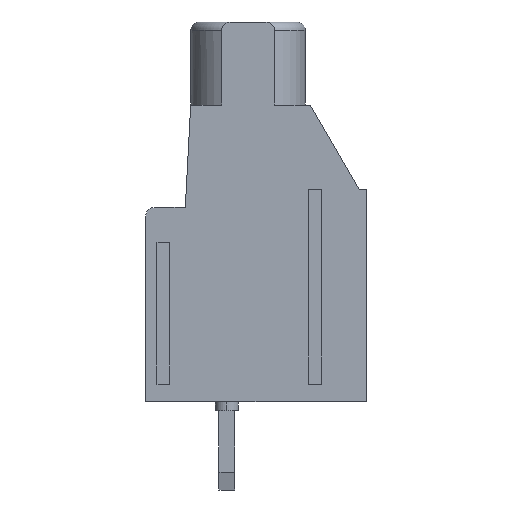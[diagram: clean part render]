
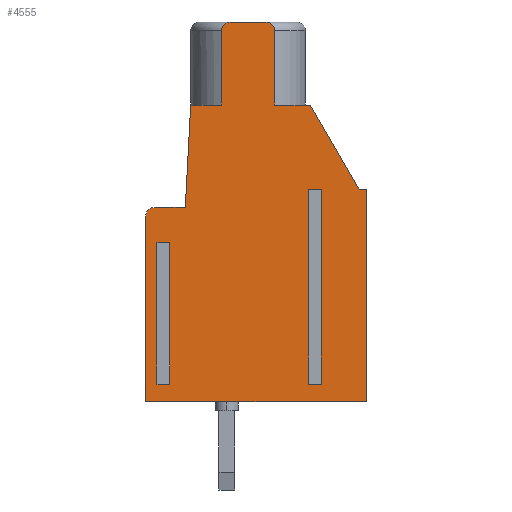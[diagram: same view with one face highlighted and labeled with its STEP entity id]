
A CAD part, left-side view. The second image highlights one B-rep face of the part: STEP entity #4555.
In plain terms, the highlighted planar face has unit normal (-1, 0, 0).
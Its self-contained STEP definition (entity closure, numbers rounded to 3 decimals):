
#2839=CARTESIAN_POINT('',(-9.525,-0.2,21.5));
#2840=VERTEX_POINT('',#2839);
#2847=CARTESIAN_POINT('',(-9.525,-2.2,21.5));
#2848=VERTEX_POINT('',#2847);
#2849=CARTESIAN_POINT('',(-9.525,-0.2,21.5));
#2850=DIRECTION('',(0.0,-1.0,0.0));
#2851=VECTOR('',#2850,2.0);
#2852=LINE('',#2849,#2851);
#2853=EDGE_CURVE('',#2840,#2848,#2852,.T.);
#3072=CARTESIAN_POINT('',(-9.525,-2.7,16.8));
#3073=VERTEX_POINT('',#3072);
#3080=CARTESIAN_POINT('',(-9.525,-4.729,16.8));
#3081=VERTEX_POINT('',#3080);
#3082=CARTESIAN_POINT('',(-9.525,-2.7,16.8));
#3083=DIRECTION('',(0.0,-1.0,0.0));
#3084=VECTOR('',#3083,2.029);
#3085=LINE('',#3082,#3084);
#3086=EDGE_CURVE('',#3073,#3081,#3085,.T.);
#3221=CARTESIAN_POINT('',(-9.525,-2.7,21.));
#3222=VERTEX_POINT('',#3221);
#3223=CARTESIAN_POINT('',(-9.525,-2.7,16.8));
#3224=DIRECTION('',(0.0,0.0,1.0));
#3225=VECTOR('',#3224,4.2);
#3226=LINE('',#3223,#3225);
#3227=EDGE_CURVE('',#3073,#3222,#3226,.T.);
#3777=CARTESIAN_POINT('',(-9.525,2.354,11.));
#3778=VERTEX_POINT('',#3777);
#3785=CARTESIAN_POINT('',(-9.525,2.05,16.8));
#3786=VERTEX_POINT('',#3785);
#3787=CARTESIAN_POINT('',(-9.525,2.05,16.8));
#3788=DIRECTION('',(0.0,0.052,-0.999));
#3789=VECTOR('',#3788,5.808);
#3790=LINE('',#3787,#3789);
#3791=EDGE_CURVE('',#3786,#3778,#3790,.T.);
#3823=CARTESIAN_POINT('',(-9.525,4.1,11.));
#3824=VERTEX_POINT('',#3823);
#3831=CARTESIAN_POINT('',(-9.525,2.354,11.));
#3832=DIRECTION('',(0.0,1.0,0.0));
#3833=VECTOR('',#3832,1.746);
#3834=LINE('',#3831,#3833);
#3835=EDGE_CURVE('',#3778,#3824,#3834,.T.);
#3889=CARTESIAN_POINT('',(-9.525,0.3,16.8));
#3890=VERTEX_POINT('',#3889);
#3891=CARTESIAN_POINT('',(-9.525,2.05,16.8));
#3892=DIRECTION('',(0.0,-1.0,0.0));
#3893=VECTOR('',#3892,1.75);
#3894=LINE('',#3891,#3893);
#3895=EDGE_CURVE('',#3786,#3890,#3894,.T.);
#3913=CARTESIAN_POINT('',(-9.525,0.3,21.));
#3914=VERTEX_POINT('',#3913);
#3915=CARTESIAN_POINT('',(-9.525,0.3,21.));
#3916=DIRECTION('',(0.0,0.0,-1.0));
#3917=VECTOR('',#3916,4.2);
#3918=LINE('',#3915,#3917);
#3919=EDGE_CURVE('',#3914,#3890,#3918,.T.);
#3937=CARTESIAN_POINT('',(-9.525,4.6,10.5));
#3938=VERTEX_POINT('',#3937);
#3945=CARTESIAN_POINT('',(-9.525,4.1,10.5));
#3946=DIRECTION('',(-1.0,0.0,0.0));
#3947=DIRECTION('',(0.0,-1.0,0.0));
#3948=AXIS2_PLACEMENT_3D('',#3945,#3946,#3947);
#3949=CIRCLE('',#3948,0.5);
#3950=EDGE_CURVE('',#3824,#3938,#3949,.T.);
#3962=CARTESIAN_POINT('',(-9.525,4.6,0.0));
#3963=VERTEX_POINT('',#3962);
#3970=CARTESIAN_POINT('',(-9.525,4.6,0.0));
#3971=DIRECTION('',(0.0,0.0,1.0));
#3972=VECTOR('',#3971,10.5);
#3973=LINE('',#3970,#3972);
#3974=EDGE_CURVE('',#3963,#3938,#3973,.T.);
#4248=CARTESIAN_POINT('',(-9.525,-7.9,0.0));
#4249=VERTEX_POINT('',#4248);
#4250=CARTESIAN_POINT('',(-9.525,4.6,0.0));
#4251=DIRECTION('',(0.0,-1.0,0.0));
#4252=VECTOR('',#4251,12.5);
#4253=LINE('',#4250,#4252);
#4254=EDGE_CURVE('',#3963,#4249,#4253,.T.);
#4434=CARTESIAN_POINT('',(-9.525,-44.152,-29.667));
#4435=DIRECTION('',(1.0,0.0,0.0));
#4436=DIRECTION('',(0.0,1.0,0.0));
#4437=AXIS2_PLACEMENT_3D('',#4434,#4435,#4436);
#4438=PLANE('',#4437);
#4439=ORIENTED_EDGE('',*,*,#4254,.T.);
#4440=CARTESIAN_POINT('',(-9.525,-7.9,12.));
#4441=VERTEX_POINT('',#4440);
#4442=CARTESIAN_POINT('',(-9.525,-7.9,12.));
#4443=DIRECTION('',(0.0,0.0,-1.0));
#4444=VECTOR('',#4443,12.);
#4445=LINE('',#4442,#4444);
#4446=EDGE_CURVE('',#4441,#4249,#4445,.T.);
#4447=ORIENTED_EDGE('',*,*,#4446,.F.);
#4448=CARTESIAN_POINT('',(-9.525,-7.5,12.));
#4449=VERTEX_POINT('',#4448);
#4450=CARTESIAN_POINT('',(-9.525,-7.5,12.));
#4451=DIRECTION('',(0.0,-1.0,0.0));
#4452=VECTOR('',#4451,0.4);
#4453=LINE('',#4450,#4452);
#4454=EDGE_CURVE('',#4449,#4441,#4453,.T.);
#4455=ORIENTED_EDGE('',*,*,#4454,.F.);
#4456=CARTESIAN_POINT('',(-9.525,-4.729,16.8));
#4457=DIRECTION('',(0.0,-0.5,-0.866));
#4458=VECTOR('',#4457,5.543);
#4459=LINE('',#4456,#4458);
#4460=EDGE_CURVE('',#3081,#4449,#4459,.T.);
#4461=ORIENTED_EDGE('',*,*,#4460,.F.);
#4462=ORIENTED_EDGE('',*,*,#3086,.F.);
#4463=ORIENTED_EDGE('',*,*,#3227,.T.);
#4464=CARTESIAN_POINT('',(-9.525,-2.2,21.));
#4465=DIRECTION('',(-1.0,0.0,0.0));
#4466=DIRECTION('',(0.0,-1.0,0.0));
#4467=AXIS2_PLACEMENT_3D('',#4464,#4465,#4466);
#4468=CIRCLE('',#4467,0.5);
#4469=EDGE_CURVE('',#3222,#2848,#4468,.T.);
#4470=ORIENTED_EDGE('',*,*,#4469,.T.);
#4471=ORIENTED_EDGE('',*,*,#2853,.F.);
#4472=CARTESIAN_POINT('',(-9.525,-0.2,21.));
#4473=DIRECTION('',(1.0,0.0,0.0));
#4474=DIRECTION('',(0.0,1.0,0.0));
#4475=AXIS2_PLACEMENT_3D('',#4472,#4473,#4474);
#4476=CIRCLE('',#4475,0.5);
#4477=EDGE_CURVE('',#3914,#2840,#4476,.T.);
#4478=ORIENTED_EDGE('',*,*,#4477,.F.);
#4479=ORIENTED_EDGE('',*,*,#3919,.T.);
#4480=ORIENTED_EDGE('',*,*,#3895,.F.);
#4481=ORIENTED_EDGE('',*,*,#3791,.T.);
#4482=ORIENTED_EDGE('',*,*,#3835,.T.);
#4483=ORIENTED_EDGE('',*,*,#3950,.T.);
#4484=ORIENTED_EDGE('',*,*,#3974,.F.);
#4485=EDGE_LOOP('',(#4439,#4447,#4455,#4461,#4462,#4463,#4470,#4471,#4478,#4479,#4480,#4481,#4482,#4483,#4484));
#4486=FACE_OUTER_BOUND('',#4485,.T.);
#4487=CARTESIAN_POINT('',(-9.525,-4.793,12.));
#4488=VERTEX_POINT('',#4487);
#4489=CARTESIAN_POINT('',(-9.525,-4.793,1.0));
#4490=VERTEX_POINT('',#4489);
#4491=CARTESIAN_POINT('',(-9.525,-4.793,12.));
#4492=DIRECTION('',(0.0,0.0,-1.0));
#4493=VECTOR('',#4492,11.);
#4494=LINE('',#4491,#4493);
#4495=EDGE_CURVE('',#4488,#4490,#4494,.T.);
#4496=ORIENTED_EDGE('',*,*,#4495,.F.);
#4497=CARTESIAN_POINT('',(-9.525,-5.207,12.));
#4498=VERTEX_POINT('',#4497);
#4499=CARTESIAN_POINT('',(-9.525,-5.207,12.));
#4500=DIRECTION('',(0.0,1.0,0.0));
#4501=VECTOR('',#4500,0.414);
#4502=LINE('',#4499,#4501);
#4503=EDGE_CURVE('',#4498,#4488,#4502,.T.);
#4504=ORIENTED_EDGE('',*,*,#4503,.F.);
#4505=CARTESIAN_POINT('',(-9.525,-5.207,1.0));
#4506=VERTEX_POINT('',#4505);
#4507=CARTESIAN_POINT('',(-9.525,-5.207,1.0));
#4508=DIRECTION('',(0.0,0.0,1.0));
#4509=VECTOR('',#4508,11.);
#4510=LINE('',#4507,#4509);
#4511=EDGE_CURVE('',#4506,#4498,#4510,.T.);
#4512=ORIENTED_EDGE('',*,*,#4511,.F.);
#4513=CARTESIAN_POINT('',(-9.525,-5.207,1.0));
#4514=DIRECTION('',(0.0,1.0,0.0));
#4515=VECTOR('',#4514,0.414);
#4516=LINE('',#4513,#4515);
#4517=EDGE_CURVE('',#4506,#4490,#4516,.T.);
#4518=ORIENTED_EDGE('',*,*,#4517,.T.);
#4519=EDGE_LOOP('',(#4496,#4504,#4512,#4518));
#4520=FACE_BOUND('',#4519,.T.);
#4521=CARTESIAN_POINT('',(-9.525,3.807,1.0));
#4522=VERTEX_POINT('',#4521);
#4523=CARTESIAN_POINT('',(-9.525,3.807,9.));
#4524=VERTEX_POINT('',#4523);
#4525=CARTESIAN_POINT('',(-9.525,3.807,1.0));
#4526=DIRECTION('',(0.0,0.0,1.0));
#4527=VECTOR('',#4526,8.);
#4528=LINE('',#4525,#4527);
#4529=EDGE_CURVE('',#4522,#4524,#4528,.T.);
#4530=ORIENTED_EDGE('',*,*,#4529,.T.);
#4531=CARTESIAN_POINT('',(-9.525,3.393,9.));
#4532=VERTEX_POINT('',#4531);
#4533=CARTESIAN_POINT('',(-9.525,3.393,9.));
#4534=DIRECTION('',(0.0,1.0,0.0));
#4535=VECTOR('',#4534,0.414);
#4536=LINE('',#4533,#4535);
#4537=EDGE_CURVE('',#4532,#4524,#4536,.T.);
#4538=ORIENTED_EDGE('',*,*,#4537,.F.);
#4539=CARTESIAN_POINT('',(-9.525,3.393,1.0));
#4540=VERTEX_POINT('',#4539);
#4541=CARTESIAN_POINT('',(-9.525,3.393,9.));
#4542=DIRECTION('',(0.0,0.0,-1.0));
#4543=VECTOR('',#4542,8.);
#4544=LINE('',#4541,#4543);
#4545=EDGE_CURVE('',#4532,#4540,#4544,.T.);
#4546=ORIENTED_EDGE('',*,*,#4545,.T.);
#4547=CARTESIAN_POINT('',(-9.525,3.393,1.0));
#4548=DIRECTION('',(0.0,1.0,0.0));
#4549=VECTOR('',#4548,0.414);
#4550=LINE('',#4547,#4549);
#4551=EDGE_CURVE('',#4540,#4522,#4550,.T.);
#4552=ORIENTED_EDGE('',*,*,#4551,.T.);
#4553=EDGE_LOOP('',(#4530,#4538,#4546,#4552));
#4554=FACE_BOUND('',#4553,.T.);
#4555=ADVANCED_FACE('',(#4486,#4520,#4554),#4438,.F.);
